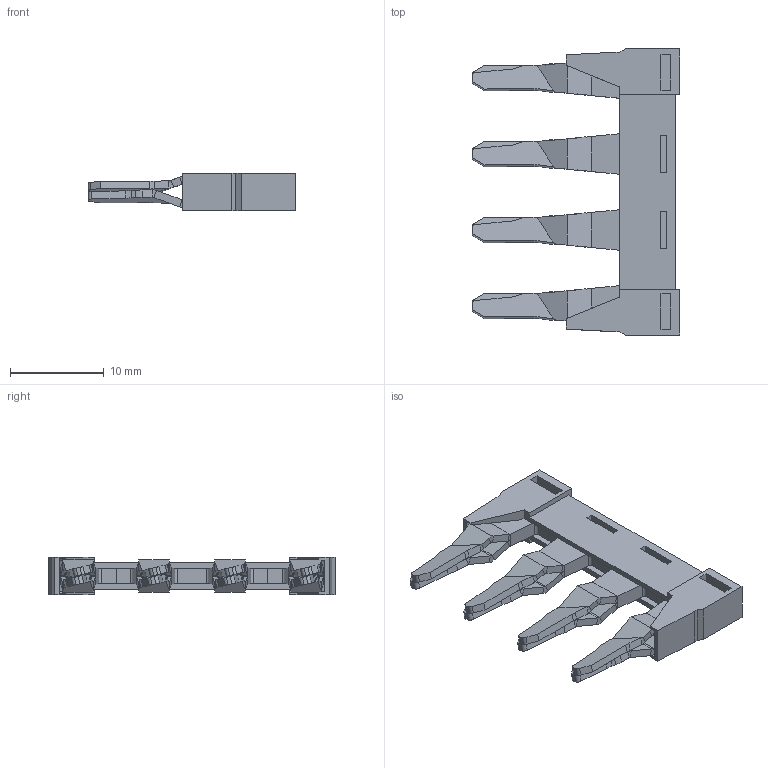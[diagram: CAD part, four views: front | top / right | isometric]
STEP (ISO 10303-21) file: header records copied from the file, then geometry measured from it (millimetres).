
FILE_DESCRIPTION(/* description */ (''),/* implementation_level */ '2;1');
FILE_NAME(/* name */ '17414.8_FIQI_6-10_4.stp',/* time_stamp */ '2018-06-26T11:08:00+02:00',/* author */ (''),/* organization */ (''),/* preprocessor_version */ 'ST-DEVELOPER v16',/* originating_system */ 'SIEMENS PLM Software NX 10.0',/* authorisation */ '');
FILE_SCHEMA (('AP203_CONFIGURATION_CONTROLLED_3D_DESIGN_OF_MECHANICAL_PARTS_AND_ASSEMBLIES_MIM_LF { 1 0 10303 403 2 1 2}'));
Length unit declared in the file: millimetre
Products named in the file (1): scho2214D57Bx5fb
Bounding box: 22.12 x 30.5 x 4 mm (x, y, z)
Volume: 887.2 mm3; surface area: 2170.4 mm2
Topology: 1 solids, 1 shells, 336 faces, 906 edges, 572 vertices
Faces by surface type: plane 232, cylinder 56, bspline 48
Entity records: 12140 total; most frequent: CARTESIAN_POINT 4033, ORIENTED_EDGE 1812, DIRECTION 1404, EDGE_CURVE 906, LINE 698, VECTOR 698, VERTEX_POINT 572, AXIS2_PLACEMENT_3D 353
